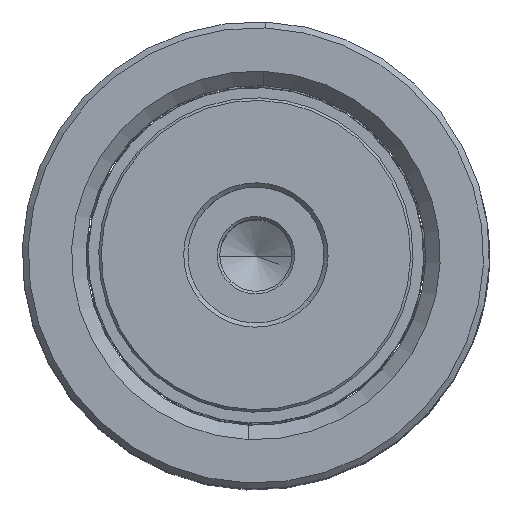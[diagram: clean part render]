
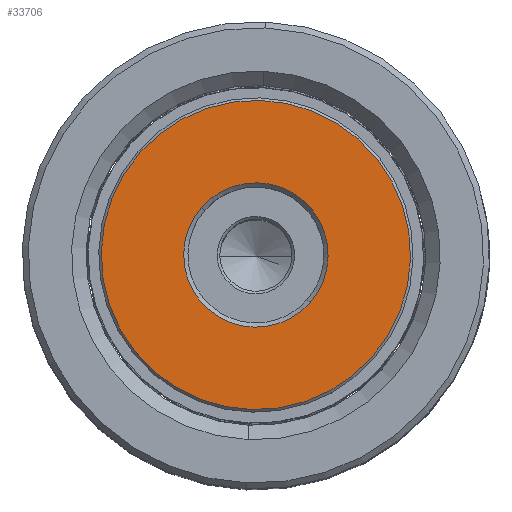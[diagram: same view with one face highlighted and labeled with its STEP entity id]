
A CAD part, top view. The second image highlights one B-rep face of the part: STEP entity #33706.
In plain terms, the highlighted face is planar.
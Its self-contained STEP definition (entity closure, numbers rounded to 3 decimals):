
#30 = DIRECTION ( 'NONE',  ( 1., 0., 0. ) ) ;
#612 = EDGE_LOOP ( 'NONE', ( #29542, #7920 ) ) ;
#1082 = VERTEX_POINT ( 'NONE', #33182 ) ;
#2197 = EDGE_CURVE ( 'NONE', #21131, #37766, #14478, .T. ) ;
#7337 = CIRCLE ( 'NONE', #39630, 8.5 ) ;
#7920 = ORIENTED_EDGE ( 'NONE', *, *, #2197, .T. ) ;
#9565 = DIRECTION ( 'NONE',  ( 1., 0., 0. ) ) ;
#10750 = DIRECTION ( 'NONE',  ( 1., 0., 0. ) ) ;
#11200 = ORIENTED_EDGE ( 'NONE', *, *, #20987, .T. ) ;
#14313 = EDGE_LOOP ( 'NONE', ( #26031, #11200 ) ) ;
#14478 = CIRCLE ( 'NONE', #21525, 8.5 ) ;
#14570 = DIRECTION ( 'NONE',  ( 1., 0., 0. ) ) ;
#19609 = DIRECTION ( 'NONE',  ( 0., 0., 1. ) ) ;
#20072 = CARTESIAN_POINT ( 'NONE',  ( 0., 0., 0. ) ) ;
#20567 = CARTESIAN_POINT ( 'NONE',  ( 8.5, 0., 0. ) ) ;
#20987 = EDGE_CURVE ( 'NONE', #1082, #40324, #37839, .T. ) ;
#21074 = FACE_BOUND ( 'NONE', #612, .T. ) ;
#21131 = VERTEX_POINT ( 'NONE', #20567 ) ;
#21132 = AXIS2_PLACEMENT_3D ( 'NONE', #31542, #31804, #30 ) ;
#21525 = AXIS2_PLACEMENT_3D ( 'NONE', #38230, #19609, #9565 ) ;
#21636 = AXIS2_PLACEMENT_3D ( 'NONE', #24549, #28004, #38304 ) ;
#24549 = CARTESIAN_POINT ( 'NONE',  ( 0., 0., 0. ) ) ;
#26031 = ORIENTED_EDGE ( 'NONE', *, *, #31057, .T. ) ;
#26766 = DIRECTION ( 'NONE',  ( 0., 0., 1. ) ) ;
#28004 = DIRECTION ( 'NONE',  ( 0., 0., -1. ) ) ;
#29542 = ORIENTED_EDGE ( 'NONE', *, *, #33102, .T. ) ;
#29691 = CARTESIAN_POINT ( 'NONE',  ( 0., 0., 0. ) ) ;
#30034 = FACE_OUTER_BOUND ( 'NONE', #14313, .T. ) ;
#31057 = EDGE_CURVE ( 'NONE', #40324, #1082, #34352, .T. ) ;
#31542 = CARTESIAN_POINT ( 'NONE',  ( 0., 0., 0. ) ) ;
#31804 = DIRECTION ( 'NONE',  ( 0., 0., -1. ) ) ;
#32190 = CARTESIAN_POINT ( 'NONE',  ( 18.2, 0., 0. ) ) ;
#33102 = EDGE_CURVE ( 'NONE', #37766, #21131, #7337, .T. ) ;
#33182 = CARTESIAN_POINT ( 'NONE',  ( -18.2, 0., 0. ) ) ;
#33475 = DIRECTION ( 'NONE',  ( 0., 0., 1. ) ) ;
#33706 = ADVANCED_FACE ( 'NONE', ( #30034, #21074 ), #38968, .F. ) ;
#34352 = CIRCLE ( 'NONE', #21636, 18.2 ) ;
#37072 = CARTESIAN_POINT ( 'NONE',  ( -8.5, 0., 0. ) ) ;
#37766 = VERTEX_POINT ( 'NONE', #37072 ) ;
#37839 = CIRCLE ( 'NONE', #21132, 18.2 ) ;
#38230 = CARTESIAN_POINT ( 'NONE',  ( 0., 0., 0. ) ) ;
#38304 = DIRECTION ( 'NONE',  ( 1., 0., 0. ) ) ;
#38617 = AXIS2_PLACEMENT_3D ( 'NONE', #20072, #33475, #14570 ) ;
#38968 = PLANE ( 'NONE',  #38617 ) ;
#39630 = AXIS2_PLACEMENT_3D ( 'NONE', #29691, #26766, #10750 ) ;
#40324 = VERTEX_POINT ( 'NONE', #32190 ) ;
